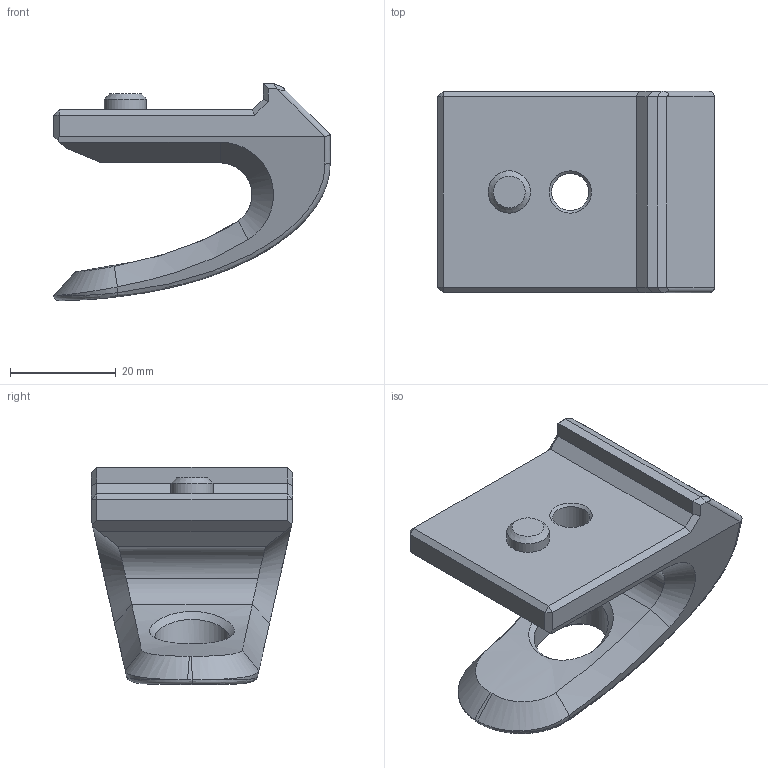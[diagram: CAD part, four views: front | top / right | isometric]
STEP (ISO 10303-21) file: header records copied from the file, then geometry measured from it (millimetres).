
FILE_DESCRIPTION(('HOOPS Exchange Step'),'2;1');
FILE_NAME('temp_export','2023-06-25T17:30:45-04:00',('gmoua'),('Shapr3D Limited'),'HOOPS Exchange 2022.2','Shapr3D','Authorized');
FILE_SCHEMA( ('AUTOMOTIVE_DESIGN { 1 0 10303 214 1 1 1 1 }') );
Length unit declared in the file: millimetre
Products named in the file (1): Tamron 300mm Hook
Bounding box: 52.17 x 38 x 41 mm (x, y, z)
Volume: 29298.9 mm3; surface area: 8590.1 mm2
Topology: 1 solids, 1 shells, 62 faces, 151 edges, 92 vertices
Faces by surface type: plane 33, bspline 15, cylinder 11, cone 3
Full cylindrical faces by diameter (mm): 7 x1, 8 x1, 14 x1
Entity records: 6902 total; most frequent: CARTESIAN_POINT 5538, ORIENTED_EDGE 302, DIRECTION 227, EDGE_CURVE 151, VERTEX_POINT 92, VECTOR 85, LINE 85, AXIS2_PLACEMENT_3D 71
